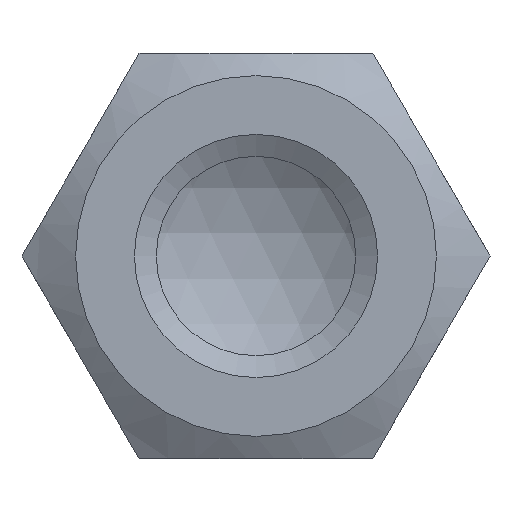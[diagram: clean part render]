
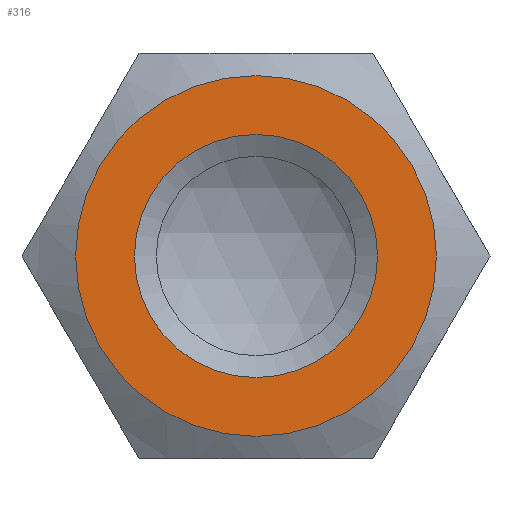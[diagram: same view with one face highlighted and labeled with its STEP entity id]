
A CAD part, left-side view. The second image highlights one B-rep face of the part: STEP entity #316.
In plain terms, the highlighted planar face has unit normal (-1, 0, 0).
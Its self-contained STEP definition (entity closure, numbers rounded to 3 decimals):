
#34=FACE_BOUND('',#69,.T.);
#36=PLANE('',#361);
#48=FACE_OUTER_BOUND('',#68,.T.);
#68=EDGE_LOOP('',(#220,#221));
#69=EDGE_LOOP('',(#222));
#110=CIRCLE('',#355,3.);
#115=CIRCLE('',#362,4.45);
#116=CIRCLE('',#363,4.45);
#129=VERTEX_POINT('',#486);
#134=VERTEX_POINT('',#500);
#135=VERTEX_POINT('',#501);
#161=EDGE_CURVE('',#129,#129,#110,.T.);
#168=EDGE_CURVE('',#134,#135,#115,.T.);
#169=EDGE_CURVE('',#135,#134,#116,.T.);
#220=ORIENTED_EDGE('',*,*,#168,.T.);
#221=ORIENTED_EDGE('',*,*,#169,.T.);
#222=ORIENTED_EDGE('',*,*,#161,.F.);
#316=ADVANCED_FACE('',(#48,#34),#36,.F.);
#355=AXIS2_PLACEMENT_3D('',#487,#397,#398);
#361=AXIS2_PLACEMENT_3D('',#499,#411,#412);
#362=AXIS2_PLACEMENT_3D('',#502,#413,#414);
#363=AXIS2_PLACEMENT_3D('',#503,#415,#416);
#397=DIRECTION('center_axis',(-1.,0.,0.));
#398=DIRECTION('ref_axis',(0.,0.,-1.));
#411=DIRECTION('center_axis',(1.,0.,0.));
#412=DIRECTION('ref_axis',(0.,0.,-1.));
#413=DIRECTION('center_axis',(-1.,0.,0.));
#414=DIRECTION('ref_axis',(0.,1.,0.));
#415=DIRECTION('center_axis',(-1.,0.,0.));
#416=DIRECTION('ref_axis',(0.,1.,0.));
#486=CARTESIAN_POINT('',(0.,0.,3.));
#487=CARTESIAN_POINT('Origin',(0.,0.,0.));
#499=CARTESIAN_POINT('Origin',(0.,0.,0.));
#500=CARTESIAN_POINT('',(0.,4.45,0.));
#501=CARTESIAN_POINT('',(0.,-4.45,0.));
#502=CARTESIAN_POINT('Origin',(0.,0.,0.));
#503=CARTESIAN_POINT('Origin',(0.,0.,0.));
